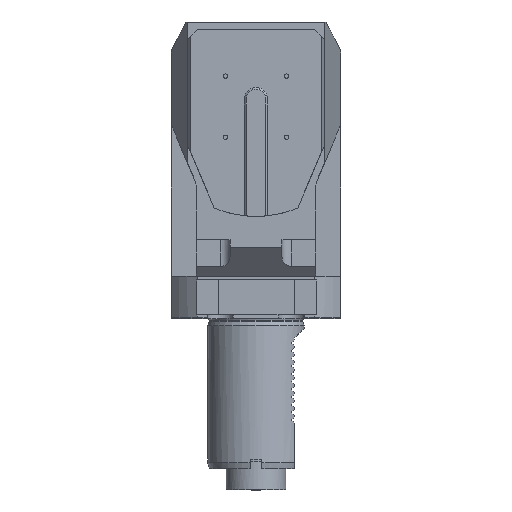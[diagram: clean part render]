
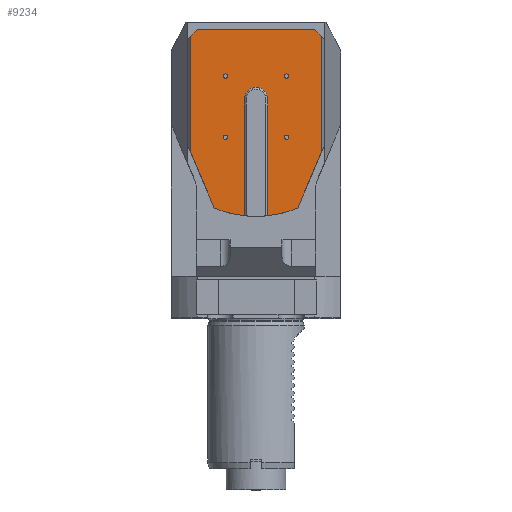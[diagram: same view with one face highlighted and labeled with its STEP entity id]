
A CAD part, top view. The second image highlights one B-rep face of the part: STEP entity #9234.
In plain terms, the highlighted planar face has unit normal (0, 0, 1).
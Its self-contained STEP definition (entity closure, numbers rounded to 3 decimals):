
#146 = VERTEX_POINT ( 'NONE', #23916 ) ;
#402 = CARTESIAN_POINT ( 'NONE',  ( 0., 0., 71.5 ) ) ;
#568 = LINE ( 'NONE', #24959, #20842 ) ;
#613 = EDGE_CURVE ( 'NONE', #19314, #17310, #7429, .T. ) ;
#702 = LINE ( 'NONE', #14218, #20426 ) ;
#729 = CARTESIAN_POINT ( 'NONE',  ( -15.91, 15.91, 71.5 ) ) ;
#1109 = DIRECTION ( 'NONE',  ( 0., 0., -1. ) ) ;
#1260 = CARTESIAN_POINT ( 'NONE',  ( -6., 4., 71.5 ) ) ;
#1331 = ORIENTED_EDGE ( 'NONE', *, *, #16233, .T. ) ;
#1679 = CIRCLE ( 'NONE', #10200, 1.116 ) ;
#1792 = EDGE_CURVE ( 'NONE', #6857, #6857, #1679, .T. ) ;
#1799 = ORIENTED_EDGE ( 'NONE', *, *, #613, .T. ) ;
#1925 = FACE_BOUND ( 'NONE', #8660, .T. ) ;
#2074 = FACE_BOUND ( 'NONE', #18516, .T. ) ;
#2330 = CARTESIAN_POINT ( 'NONE',  ( -7.338, -86.344, 71.5 ) ) ;
#2428 = EDGE_CURVE ( 'NONE', #11388, #8168, #17838, .T. ) ;
#2435 = CIRCLE ( 'NONE', #11438, 1.116 ) ;
#2564 = ORIENTED_EDGE ( 'NONE', *, *, #19306, .F. ) ;
#2641 = CARTESIAN_POINT ( 'NONE',  ( 6., -56.683, 71.5 ) ) ;
#2687 = EDGE_CURVE ( 'NONE', #19649, #13488, #5190, .T. ) ;
#2850 = CARTESIAN_POINT ( 'NONE',  ( -15.91, 17.025, 71.5 ) ) ;
#3045 = VERTEX_POINT ( 'NONE', #12570 ) ;
#3311 = LINE ( 'NONE', #5813, #8478 ) ;
#3381 = DIRECTION ( 'NONE',  ( 0.707, 0.707, 0. ) ) ;
#3443 = ORIENTED_EDGE ( 'NONE', *, *, #14217, .T. ) ;
#4080 = CARTESIAN_POINT ( 'NONE',  ( 33.892, 36.608, 71.5 ) ) ;
#4277 = DIRECTION ( 'NONE',  ( 0., 0., -1. ) ) ;
#4342 = CIRCLE ( 'NONE', #24257, 1.116 ) ;
#4423 = DIRECTION ( 'NONE',  ( 0., 0., -1. ) ) ;
#4654 = DIRECTION ( 'NONE',  ( 0., -1., 0. ) ) ;
#4731 = CARTESIAN_POINT ( 'NONE',  ( 15.91, 15.91, 71.5 ) ) ;
#4893 = DIRECTION ( 'NONE',  ( 0., 1., 0. ) ) ;
#4911 = VECTOR ( 'NONE', #10894, 1000. ) ;
#5190 = LINE ( 'NONE', #27447, #8857 ) ;
#5297 = DIRECTION ( 'NONE',  ( 0., 0., 1. ) ) ;
#5656 = DIRECTION ( 'NONE',  ( 0., 1., 0. ) ) ;
#5679 = CARTESIAN_POINT ( 'NONE',  ( -30.5, 40., 71.5 ) ) ;
#5813 = CARTESIAN_POINT ( 'NONE',  ( 6., 4., 71.5 ) ) ;
#6277 = ORIENTED_EDGE ( 'NONE', *, *, #22751, .F. ) ;
#6295 = CARTESIAN_POINT ( 'NONE',  ( 0., 0., 71.5 ) ) ;
#6390 = CARTESIAN_POINT ( 'NONE',  ( -30.5, 40., 71.5 ) ) ;
#6391 = VECTOR ( 'NONE', #18868, 1000. ) ;
#6577 = EDGE_LOOP ( 'NONE', ( #28572 ) ) ;
#6857 = VERTEX_POINT ( 'NONE', #27741 ) ;
#7267 = VERTEX_POINT ( 'NONE', #2850 ) ;
#7418 = VERTEX_POINT ( 'NONE', #13824 ) ;
#7429 = LINE ( 'NONE', #14117, #19558 ) ;
#7774 = LINE ( 'NONE', #1260, #10440 ) ;
#7869 = VERTEX_POINT ( 'NONE', #21668 ) ;
#7914 = LINE ( 'NONE', #5679, #4911 ) ;
#8065 = ORIENTED_EDGE ( 'NONE', *, *, #10121, .F. ) ;
#8136 = AXIS2_PLACEMENT_3D ( 'NONE', #4731, #5297, #18221 ) ;
#8168 = VERTEX_POINT ( 'NONE', #11941 ) ;
#8229 = DIRECTION ( 'NONE',  ( 0., -1., 0. ) ) ;
#8473 = ORIENTED_EDGE ( 'NONE', *, *, #12979, .F. ) ;
#8478 = VECTOR ( 'NONE', #5656, 1000. ) ;
#8542 = ORIENTED_EDGE ( 'NONE', *, *, #14213, .T. ) ;
#8660 = EDGE_LOOP ( 'NONE', ( #8542 ) ) ;
#8857 = VECTOR ( 'NONE', #16508, 1000. ) ;
#8886 = FACE_OUTER_BOUND ( 'NONE', #29101, .T. ) ;
#9234 = ADVANCED_FACE ( 'Defeature completata1_273', ( #2074, #11102, #1925, #20141, #8886 ), #15734, .F. ) ;
#9569 = DIRECTION ( 'NONE',  ( -0.391, 0.921, 0. ) ) ;
#9614 = DIRECTION ( 'NONE',  ( -0.391, -0.921, 0. ) ) ;
#10016 = CIRCLE ( 'NONE', #8136, 1.116 ) ;
#10121 = EDGE_CURVE ( 'NONE', #10262, #26834, #14198, .T. ) ;
#10151 = AXIS2_PLACEMENT_3D ( 'NONE', #15418, #15124, #11081 ) ;
#10200 = AXIS2_PLACEMENT_3D ( 'NONE', #16730, #1109, #10477 ) ;
#10262 = VERTEX_POINT ( 'NONE', #14799 ) ;
#10440 = VECTOR ( 'NONE', #8229, 1000. ) ;
#10477 = DIRECTION ( 'NONE',  ( 0., 1., 0. ) ) ;
#10894 = DIRECTION ( 'NONE',  ( 1., 0., 0. ) ) ;
#11081 = DIRECTION ( 'NONE',  ( 0., 1., 0. ) ) ;
#11102 = FACE_BOUND ( 'NONE', #26485, .T. ) ;
#11166 = VERTEX_POINT ( 'NONE', #6390 ) ;
#11388 = VERTEX_POINT ( 'NONE', #22423 ) ;
#11438 = AXIS2_PLACEMENT_3D ( 'NONE', #729, #27434, #4893 ) ;
#11941 = CARTESIAN_POINT ( 'NONE',  ( -21.599, -52.749, 71.5 ) ) ;
#12157 = AXIS2_PLACEMENT_3D ( 'NONE', #6295, #22177, #4654 ) ;
#12570 = CARTESIAN_POINT ( 'NONE',  ( 6., 4., 71.5 ) ) ;
#12973 = ORIENTED_EDGE ( 'NONE', *, *, #21310, .F. ) ;
#12979 = EDGE_CURVE ( 'NONE', #24427, #10262, #568, .T. ) ;
#13328 = ORIENTED_EDGE ( 'NONE', *, *, #2687, .F. ) ;
#13337 = ORIENTED_EDGE ( 'NONE', *, *, #27140, .F. ) ;
#13478 = DIRECTION ( 'NONE',  ( 0., -1., 0. ) ) ;
#13488 = VERTEX_POINT ( 'NONE', #4080 ) ;
#13824 = CARTESIAN_POINT ( 'NONE',  ( 15.91, -14.794, 71.5 ) ) ;
#14117 = CARTESIAN_POINT ( 'NONE',  ( -33.892, -20., 71.5 ) ) ;
#14198 = CIRCLE ( 'NONE', #21249, 57. ) ;
#14213 = EDGE_CURVE ( 'NONE', #7418, #7418, #4342, .T. ) ;
#14217 = EDGE_CURVE ( 'NONE', #7267, #7267, #2435, .T. ) ;
#14218 = CARTESIAN_POINT ( 'NONE',  ( -30.5, 40., 71.5 ) ) ;
#14799 = CARTESIAN_POINT ( 'NONE',  ( 21.599, -52.749, 71.5 ) ) ;
#14973 = CARTESIAN_POINT ( 'NONE',  ( -33.892, 36.608, 71.5 ) ) ;
#15124 = DIRECTION ( 'NONE',  ( 0., 0., 1. ) ) ;
#15418 = CARTESIAN_POINT ( 'NONE',  ( 0., 4., 71.5 ) ) ;
#15734 = PLANE ( 'NONE',  #28301 ) ;
#15983 = ORIENTED_EDGE ( 'NONE', *, *, #22992, .F. ) ;
#16127 = LINE ( 'NONE', #2330, #28984 ) ;
#16233 = EDGE_CURVE ( 'NONE', #24427, #13488, #18589, .T. ) ;
#16508 = DIRECTION ( 'NONE',  ( 0.707, -0.707, 0. ) ) ;
#16730 = CARTESIAN_POINT ( 'NONE',  ( -15.91, -15.91, 71.5 ) ) ;
#16992 = ORIENTED_EDGE ( 'NONE', *, *, #18293, .F. ) ;
#17310 = VERTEX_POINT ( 'NONE', #28154 ) ;
#17532 = EDGE_CURVE ( 'NONE', #146, #11388, #7774, .T. ) ;
#17838 = CIRCLE ( 'NONE', #12157, 57. ) ;
#18221 = DIRECTION ( 'NONE',  ( 0., 1., 0. ) ) ;
#18293 = EDGE_CURVE ( 'NONE', #19314, #11166, #702, .T. ) ;
#18398 = CARTESIAN_POINT ( 'NONE',  ( 15.91, -15.91, 71.5 ) ) ;
#18516 = EDGE_LOOP ( 'NONE', ( #6277 ) ) ;
#18589 = LINE ( 'NONE', #27628, #6391 ) ;
#18868 = DIRECTION ( 'NONE',  ( 0., 1., 0. ) ) ;
#19306 = EDGE_CURVE ( 'NONE', #3045, #146, #21042, .T. ) ;
#19314 = VERTEX_POINT ( 'NONE', #14973 ) ;
#19558 = VECTOR ( 'NONE', #25978, 1000. ) ;
#19649 = VERTEX_POINT ( 'NONE', #27921 ) ;
#20141 = FACE_BOUND ( 'NONE', #6577, .T. ) ;
#20426 = VECTOR ( 'NONE', #3381, 1000. ) ;
#20842 = VECTOR ( 'NONE', #9614, 1000. ) ;
#21042 = CIRCLE ( 'NONE', #10151, 6. ) ;
#21249 = AXIS2_PLACEMENT_3D ( 'NONE', #402, #4277, #25223 ) ;
#21310 = EDGE_CURVE ( 'NONE', #26834, #3045, #3311, .T. ) ;
#21668 = CARTESIAN_POINT ( 'NONE',  ( 15.91, 17.025, 71.5 ) ) ;
#22177 = DIRECTION ( 'NONE',  ( 0., 0., -1. ) ) ;
#22423 = CARTESIAN_POINT ( 'NONE',  ( -6., -56.683, 71.5 ) ) ;
#22645 = ORIENTED_EDGE ( 'NONE', *, *, #17532, .F. ) ;
#22751 = EDGE_CURVE ( 'NONE', #7869, #7869, #10016, .T. ) ;
#22992 = EDGE_CURVE ( 'NONE', #8168, #17310, #16127, .T. ) ;
#23010 = CARTESIAN_POINT ( 'NONE',  ( 33.892, -23.787, 71.5 ) ) ;
#23916 = CARTESIAN_POINT ( 'NONE',  ( -6., 4., 71.5 ) ) ;
#24246 = ORIENTED_EDGE ( 'NONE', *, *, #2428, .F. ) ;
#24257 = AXIS2_PLACEMENT_3D ( 'NONE', #18398, #25259, #25810 ) ;
#24427 = VERTEX_POINT ( 'NONE', #23010 ) ;
#24796 = CARTESIAN_POINT ( 'NONE',  ( 0., 57., 71.5 ) ) ;
#24959 = CARTESIAN_POINT ( 'NONE',  ( 35.5, -20., 71.5 ) ) ;
#25223 = DIRECTION ( 'NONE',  ( 0., -1., 0. ) ) ;
#25259 = DIRECTION ( 'NONE',  ( 0., 0., -1. ) ) ;
#25810 = DIRECTION ( 'NONE',  ( 0., 1., 0. ) ) ;
#25978 = DIRECTION ( 'NONE',  ( 0., -1., 0. ) ) ;
#26485 = EDGE_LOOP ( 'NONE', ( #3443 ) ) ;
#26834 = VERTEX_POINT ( 'NONE', #2641 ) ;
#27140 = EDGE_CURVE ( 'NONE', #11166, #19649, #7914, .T. ) ;
#27434 = DIRECTION ( 'NONE',  ( 0., 0., -1. ) ) ;
#27447 = CARTESIAN_POINT ( 'NONE',  ( 35.5, 35., 71.5 ) ) ;
#27628 = CARTESIAN_POINT ( 'NONE',  ( 33.892, 35., 71.5 ) ) ;
#27741 = CARTESIAN_POINT ( 'NONE',  ( -15.91, -14.794, 71.5 ) ) ;
#27921 = CARTESIAN_POINT ( 'NONE',  ( 30.5, 40., 71.5 ) ) ;
#28154 = CARTESIAN_POINT ( 'NONE',  ( -33.892, -23.787, 71.5 ) ) ;
#28301 = AXIS2_PLACEMENT_3D ( 'NONE', #24796, #4423, #13478 ) ;
#28572 = ORIENTED_EDGE ( 'NONE', *, *, #1792, .T. ) ;
#28984 = VECTOR ( 'NONE', #9569, 1000. ) ;
#29101 = EDGE_LOOP ( 'NONE', ( #8473, #1331, #13328, #13337, #16992, #1799, #15983, #24246, #22645, #2564, #12973, #8065 ) ) ;
